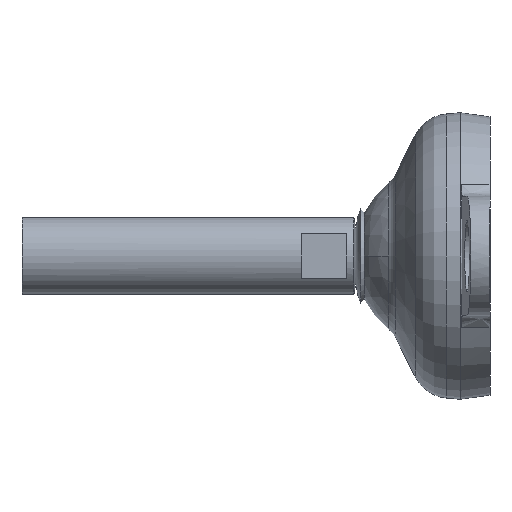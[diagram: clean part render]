
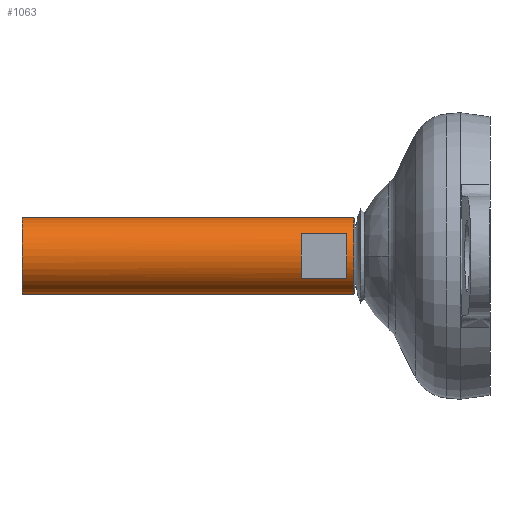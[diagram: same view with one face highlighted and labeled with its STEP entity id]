
A CAD part, left-side view. The second image highlights one B-rep face of the part: STEP entity #1063.
In plain terms, the highlighted cylindrical face has radius 8 mm (diameter 16 mm), a partial arc.
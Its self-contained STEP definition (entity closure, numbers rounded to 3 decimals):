
#53 = ORIENTED_EDGE ( 'NONE', *, *, #119, .T. ) ;
#57 = CIRCLE ( 'NONE', #1674, 8. ) ;
#103 = CARTESIAN_POINT ( 'NONE',  ( 0., 28.5, 8. ) ) ;
#105 = VERTEX_POINT ( 'NONE', #1515 ) ;
#119 = EDGE_CURVE ( 'NONE', #105, #1614, #212, .T. ) ;
#123 = DIRECTION ( 'NONE',  ( 0., 1., 0. ) ) ;
#137 = DIRECTION ( 'NONE',  ( 0., -1., 0. ) ) ;
#159 = LINE ( 'NONE', #1099, #476 ) ;
#169 = CARTESIAN_POINT ( 'NONE',  ( -6.5, 39.5, -4.664 ) ) ;
#206 = FACE_OUTER_BOUND ( 'NONE', #1246, .T. ) ;
#212 = LINE ( 'NONE', #480, #1393 ) ;
#215 = DIRECTION ( 'NONE',  ( 0., -1., 0. ) ) ;
#216 = VERTEX_POINT ( 'NONE', #1712 ) ;
#363 = CARTESIAN_POINT ( 'NONE',  ( 0., 30., 0. ) ) ;
#376 = CARTESIAN_POINT ( 'NONE',  ( -6.5, 30., 4.664 ) ) ;
#386 = CARTESIAN_POINT ( 'NONE',  ( 0., 98., -8. ) ) ;
#441 = EDGE_CURVE ( 'NONE', #571, #1554, #796, .T. ) ;
#456 = CARTESIAN_POINT ( 'NONE',  ( 0., 28.5, 0. ) ) ;
#476 = VECTOR ( 'NONE', #810, 1000. ) ;
#480 = CARTESIAN_POINT ( 'NONE',  ( -6.5, 0., 4.664 ) ) ;
#484 = VERTEX_POINT ( 'NONE', #386 ) ;
#485 = CARTESIAN_POINT ( 'NONE',  ( -6.5, 0., -4.664 ) ) ;
#492 = DIRECTION ( 'NONE',  ( 0., 1., 0. ) ) ;
#533 = CARTESIAN_POINT ( 'NONE',  ( 0., 39.5, 0. ) ) ;
#571 = VERTEX_POINT ( 'NONE', #1266 ) ;
#628 = DIRECTION ( 'NONE',  ( 0., 0., -1. ) ) ;
#645 = ORIENTED_EDGE ( 'NONE', *, *, #1137, .T. ) ;
#658 = DIRECTION ( 'NONE',  ( 0., 0., 1. ) ) ;
#669 = CARTESIAN_POINT ( 'NONE',  ( 0., 98., 0. ) ) ;
#690 = EDGE_CURVE ( 'NONE', #1312, #1287, #826, .T. ) ;
#744 = DIRECTION ( 'NONE',  ( 0., 0., -1. ) ) ;
#758 = VECTOR ( 'NONE', #137, 1000. ) ;
#792 = AXIS2_PLACEMENT_3D ( 'NONE', #456, #1261, #1673 ) ;
#796 = LINE ( 'NONE', #1594, #758 ) ;
#798 = DIRECTION ( 'NONE',  ( 0., -1., 0. ) ) ;
#802 = AXIS2_PLACEMENT_3D ( 'NONE', #1658, #215, #744 ) ;
#810 = DIRECTION ( 'NONE',  ( 0., -1., 0. ) ) ;
#826 = LINE ( 'NONE', #485, #863 ) ;
#852 = FACE_BOUND ( 'NONE', #1447, .T. ) ;
#863 = VECTOR ( 'NONE', #492, 1000. ) ;
#878 = ORIENTED_EDGE ( 'NONE', *, *, #933, .T. ) ;
#933 = EDGE_CURVE ( 'NONE', #571, #484, #1587, .T. ) ;
#978 = DIRECTION ( 'NONE',  ( 0., -1., 0. ) ) ;
#980 = ORIENTED_EDGE ( 'NONE', *, *, #690, .T. ) ;
#1046 = ORIENTED_EDGE ( 'NONE', *, *, #441, .F. ) ;
#1063 = ADVANCED_FACE ( 'NONE', ( #206, #852 ), #1688, .T. ) ;
#1075 = ORIENTED_EDGE ( 'NONE', *, *, #1299, .T. ) ;
#1099 = CARTESIAN_POINT ( 'NONE',  ( 0., 0., -8. ) ) ;
#1120 = AXIS2_PLACEMENT_3D ( 'NONE', #533, #123, #658 ) ;
#1137 = EDGE_CURVE ( 'NONE', #1287, #105, #1334, .T. ) ;
#1164 = ORIENTED_EDGE ( 'NONE', *, *, #1210, .T. ) ;
#1190 = ORIENTED_EDGE ( 'NONE', *, *, #1492, .F. ) ;
#1210 = EDGE_CURVE ( 'NONE', #1614, #1312, #57, .T. ) ;
#1246 = EDGE_LOOP ( 'NONE', ( #1046, #878, #1075, #1190 ) ) ;
#1261 = DIRECTION ( 'NONE',  ( 0., -1., 0. ) ) ;
#1266 = CARTESIAN_POINT ( 'NONE',  ( 0., 98., 8. ) ) ;
#1287 = VERTEX_POINT ( 'NONE', #169 ) ;
#1299 = EDGE_CURVE ( 'NONE', #484, #216, #159, .T. ) ;
#1306 = AXIS2_PLACEMENT_3D ( 'NONE', #669, #798, #1333 ) ;
#1312 = VERTEX_POINT ( 'NONE', #1353 ) ;
#1333 = DIRECTION ( 'NONE',  ( 0., 0., -1. ) ) ;
#1334 = CIRCLE ( 'NONE', #1120, 8. ) ;
#1353 = CARTESIAN_POINT ( 'NONE',  ( -6.5, 30., -4.664 ) ) ;
#1393 = VECTOR ( 'NONE', #978, 1000. ) ;
#1447 = EDGE_LOOP ( 'NONE', ( #980, #645, #53, #1164 ) ) ;
#1492 = EDGE_CURVE ( 'NONE', #1554, #216, #1494, .T. ) ;
#1494 = CIRCLE ( 'NONE', #792, 8. ) ;
#1515 = CARTESIAN_POINT ( 'NONE',  ( -6.5, 39.5, 4.664 ) ) ;
#1554 = VERTEX_POINT ( 'NONE', #103 ) ;
#1587 = CIRCLE ( 'NONE', #1306, 8. ) ;
#1594 = CARTESIAN_POINT ( 'NONE',  ( 0., 0., 8. ) ) ;
#1614 = VERTEX_POINT ( 'NONE', #376 ) ;
#1658 = CARTESIAN_POINT ( 'NONE',  ( 0., 0., 0. ) ) ;
#1673 = DIRECTION ( 'NONE',  ( 0., 0., -1. ) ) ;
#1674 = AXIS2_PLACEMENT_3D ( 'NONE', #363, #1727, #628 ) ;
#1688 = CYLINDRICAL_SURFACE ( 'NONE', #802, 8. ) ;
#1712 = CARTESIAN_POINT ( 'NONE',  ( 0., 28.5, -8. ) ) ;
#1727 = DIRECTION ( 'NONE',  ( 0., -1., 0. ) ) ;
